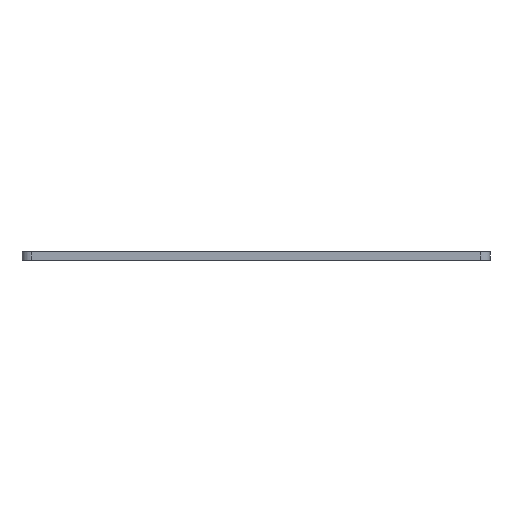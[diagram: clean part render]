
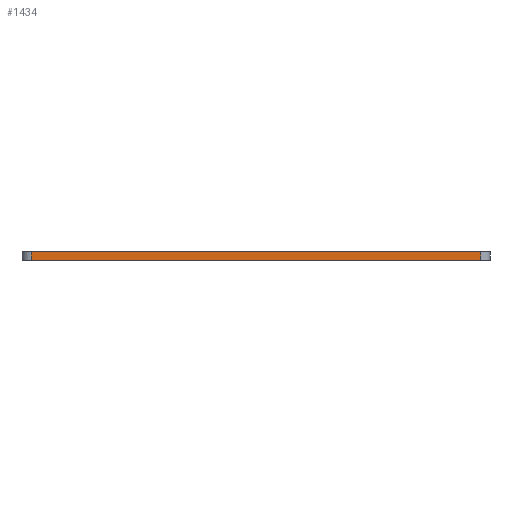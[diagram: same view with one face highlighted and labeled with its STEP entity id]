
A CAD part, left-side view. The second image highlights one B-rep face of the part: STEP entity #1434.
In plain terms, the highlighted planar face has unit normal (-1, 0, 0).
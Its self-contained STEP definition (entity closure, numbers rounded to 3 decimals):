
#85=PLANE('',#1567);
#152=FACE_OUTER_BOUND('',#221,.T.);
#221=EDGE_LOOP('',(#1194,#1195,#1196,#1197));
#398=LINE('',#2353,#545);
#399=LINE('',#2356,#546);
#400=LINE('',#2358,#547);
#401=LINE('',#2359,#548);
#545=VECTOR('',#1944,10.);
#546=VECTOR('',#1947,10.);
#547=VECTOR('',#1948,10.);
#548=VECTOR('',#1949,10.);
#733=VERTEX_POINT('',#2349);
#734=VERTEX_POINT('',#2351);
#735=VERTEX_POINT('',#2355);
#736=VERTEX_POINT('',#2357);
#930=EDGE_CURVE('',#733,#734,#398,.T.);
#931=EDGE_CURVE('',#735,#733,#399,.T.);
#932=EDGE_CURVE('',#736,#734,#400,.T.);
#933=EDGE_CURVE('',#735,#736,#401,.T.);
#1194=ORIENTED_EDGE('',*,*,#931,.T.);
#1195=ORIENTED_EDGE('',*,*,#930,.T.);
#1196=ORIENTED_EDGE('',*,*,#932,.F.);
#1197=ORIENTED_EDGE('',*,*,#933,.F.);
#1434=ADVANCED_FACE('',(#152),#85,.T.);
#1567=AXIS2_PLACEMENT_3D('',#2354,#1945,#1946);
#1944=DIRECTION('',(0.,0.,1.));
#1945=DIRECTION('center_axis',(-1.,0.,0.));
#1946=DIRECTION('ref_axis',(0.,-1.,0.));
#1947=DIRECTION('',(0.,-1.,0.));
#1948=DIRECTION('',(0.,-1.,0.));
#1949=DIRECTION('',(0.,0.,1.));
#2349=CARTESIAN_POINT('',(-124.893,-95.981,1.6));
#2351=CARTESIAN_POINT('',(-124.893,-95.981,5.1));
#2353=CARTESIAN_POINT('',(-124.893,-95.981,1.6));
#2354=CARTESIAN_POINT('Origin',(-124.893,96.019,1.6));
#2355=CARTESIAN_POINT('',(-124.893,96.019,1.6));
#2356=CARTESIAN_POINT('',(-124.893,96.019,1.6));
#2357=CARTESIAN_POINT('',(-124.893,96.019,5.1));
#2358=CARTESIAN_POINT('',(-124.893,96.019,5.1));
#2359=CARTESIAN_POINT('',(-124.893,96.019,1.6));
